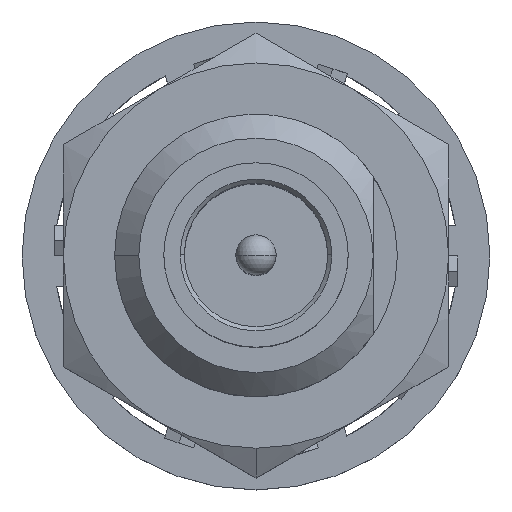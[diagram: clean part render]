
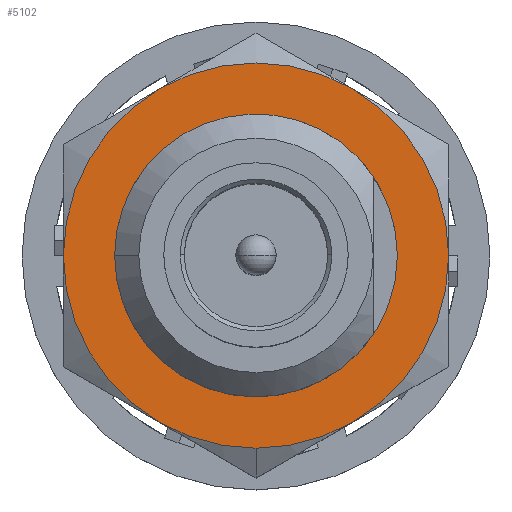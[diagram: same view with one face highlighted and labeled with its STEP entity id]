
A CAD part, top view. The second image highlights one B-rep face of the part: STEP entity #5102.
In plain terms, the highlighted face is planar.
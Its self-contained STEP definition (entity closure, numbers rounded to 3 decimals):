
#71 = ORIENTED_EDGE ( 'NONE', *, *, #4000, .T. ) ;
#77 = PLANE ( 'NONE',  #5238 ) ;
#168 = EDGE_CURVE ( 'NONE', #743, #1194, #627, .T. ) ;
#332 = AXIS2_PLACEMENT_3D ( 'NONE', #5923, #5499, #1793 ) ;
#448 = DIRECTION ( 'NONE',  ( 0., 1., 0. ) ) ;
#565 = VERTEX_POINT ( 'NONE', #2925 ) ;
#568 = FACE_OUTER_BOUND ( 'NONE', #933, .T. ) ;
#627 = CIRCLE ( 'NONE', #2389, 1.753 ) ;
#659 = VERTEX_POINT ( 'NONE', #2136 ) ;
#661 = VERTEX_POINT ( 'NONE', #5787 ) ;
#743 = VERTEX_POINT ( 'NONE', #2249 ) ;
#745 = EDGE_CURVE ( 'NONE', #5304, #565, #2482, .T. ) ;
#777 = CIRCLE ( 'NONE', #1358, 2.388 ) ;
#813 = CARTESIAN_POINT ( 'NONE',  ( 0., 0.5, 0. ) ) ;
#933 = EDGE_LOOP ( 'NONE', ( #2506, #5818, #4248, #5544, #71, #3027, #4753 ) ) ;
#1005 = DIRECTION ( 'NONE',  ( 0., 0., 1. ) ) ;
#1194 = VERTEX_POINT ( 'NONE', #3412 ) ;
#1261 = EDGE_CURVE ( 'NONE', #565, #2643, #2367, .T. ) ;
#1315 = CARTESIAN_POINT ( 'NONE',  ( -1.194, 0.5, 2.068 ) ) ;
#1328 = CARTESIAN_POINT ( 'NONE',  ( 0., 0.5, 0. ) ) ;
#1358 = AXIS2_PLACEMENT_3D ( 'NONE', #4174, #1981, #5663 ) ;
#1403 = CARTESIAN_POINT ( 'NONE',  ( 0., 0.5, 0. ) ) ;
#1435 = CARTESIAN_POINT ( 'NONE',  ( 0., 0.5, 0. ) ) ;
#1498 = CIRCLE ( 'NONE', #5263, 2.388 ) ;
#1503 = AXIS2_PLACEMENT_3D ( 'NONE', #813, #1790, #4527 ) ;
#1538 = CARTESIAN_POINT ( 'NONE',  ( 0., 0.5, 0. ) ) ;
#1609 = CIRCLE ( 'NONE', #4490, 2.388 ) ;
#1790 = DIRECTION ( 'NONE',  ( 0., 1., 0. ) ) ;
#1793 = DIRECTION ( 'NONE',  ( 0., 0., 1. ) ) ;
#1981 = DIRECTION ( 'NONE',  ( 0., 1., 0. ) ) ;
#2069 = VERTEX_POINT ( 'NONE', #3395 ) ;
#2136 = CARTESIAN_POINT ( 'NONE',  ( 0., 0.5, 2.388 ) ) ;
#2149 = AXIS2_PLACEMENT_3D ( 'NONE', #4349, #5750, #3456 ) ;
#2205 = ORIENTED_EDGE ( 'NONE', *, *, #5729, .F. ) ;
#2228 = EDGE_CURVE ( 'NONE', #2069, #661, #1498, .T. ) ;
#2234 = CIRCLE ( 'NONE', #2149, 1.753 ) ;
#2249 = CARTESIAN_POINT ( 'NONE',  ( 0., 0.5, 1.753 ) ) ;
#2316 = CARTESIAN_POINT ( 'NONE',  ( 0., 0.5, 0. ) ) ;
#2348 = DIRECTION ( 'NONE',  ( 0., 0., 1. ) ) ;
#2367 = CIRCLE ( 'NONE', #4099, 2.388 ) ;
#2389 = AXIS2_PLACEMENT_3D ( 'NONE', #1328, #3266, #3720 ) ;
#2482 = CIRCLE ( 'NONE', #332, 2.388 ) ;
#2506 = ORIENTED_EDGE ( 'NONE', *, *, #3980, .T. ) ;
#2621 = CARTESIAN_POINT ( 'NONE',  ( -1.194, 0.5, -2.068 ) ) ;
#2643 = VERTEX_POINT ( 'NONE', #1315 ) ;
#2740 = DIRECTION ( 'NONE',  ( 0., 1., 0. ) ) ;
#2747 = EDGE_CURVE ( 'NONE', #659, #3387, #1609, .T. ) ;
#2895 = DIRECTION ( 'NONE',  ( 0., 1., 0. ) ) ;
#2925 = CARTESIAN_POINT ( 'NONE',  ( -2.388, 0.5, 0. ) ) ;
#3027 = ORIENTED_EDGE ( 'NONE', *, *, #745, .T. ) ;
#3058 = DIRECTION ( 'NONE',  ( 0., 1., 0. ) ) ;
#3084 = EDGE_CURVE ( 'NONE', #3387, #2069, #3337, .T. ) ;
#3266 = DIRECTION ( 'NONE',  ( 0., 1., 0. ) ) ;
#3337 = CIRCLE ( 'NONE', #1503, 2.388 ) ;
#3372 = FACE_BOUND ( 'NONE', #4729, .T. ) ;
#3381 = DIRECTION ( 'NONE',  ( 0., 0., 1. ) ) ;
#3387 = VERTEX_POINT ( 'NONE', #5827 ) ;
#3395 = CARTESIAN_POINT ( 'NONE',  ( 2.388, 0.5, 0. ) ) ;
#3412 = CARTESIAN_POINT ( 'NONE',  ( 0., 0.5, -1.753 ) ) ;
#3456 = DIRECTION ( 'NONE',  ( 0., 0., 1. ) ) ;
#3720 = DIRECTION ( 'NONE',  ( 0., 0., 1. ) ) ;
#3980 = EDGE_CURVE ( 'NONE', #2643, #659, #3981, .T. ) ;
#3981 = CIRCLE ( 'NONE', #5225, 2.388 ) ;
#4000 = EDGE_CURVE ( 'NONE', #661, #5304, #777, .T. ) ;
#4099 = AXIS2_PLACEMENT_3D ( 'NONE', #1538, #3058, #3381 ) ;
#4120 = DIRECTION ( 'NONE',  ( 0., 1., 0. ) ) ;
#4121 = CARTESIAN_POINT ( 'NONE',  ( 0., 0.5, 0. ) ) ;
#4174 = CARTESIAN_POINT ( 'NONE',  ( 0., 0.5, 0. ) ) ;
#4248 = ORIENTED_EDGE ( 'NONE', *, *, #3084, .T. ) ;
#4349 = CARTESIAN_POINT ( 'NONE',  ( 0., 0.5, 0. ) ) ;
#4490 = AXIS2_PLACEMENT_3D ( 'NONE', #1403, #4120, #1005 ) ;
#4527 = DIRECTION ( 'NONE',  ( 0., 0., 1. ) ) ;
#4567 = DIRECTION ( 'NONE',  ( 0., 0., 1. ) ) ;
#4729 = EDGE_LOOP ( 'NONE', ( #5280, #2205 ) ) ;
#4753 = ORIENTED_EDGE ( 'NONE', *, *, #1261, .T. ) ;
#5102 = ADVANCED_FACE ( 'NONE', ( #3372, #568 ), #77, .T. ) ;
#5225 = AXIS2_PLACEMENT_3D ( 'NONE', #4121, #2740, #4567 ) ;
#5238 = AXIS2_PLACEMENT_3D ( 'NONE', #1435, #2895, #2348 ) ;
#5263 = AXIS2_PLACEMENT_3D ( 'NONE', #2316, #448, #5571 ) ;
#5280 = ORIENTED_EDGE ( 'NONE', *, *, #168, .F. ) ;
#5304 = VERTEX_POINT ( 'NONE', #2621 ) ;
#5499 = DIRECTION ( 'NONE',  ( 0., 1., 0. ) ) ;
#5544 = ORIENTED_EDGE ( 'NONE', *, *, #2228, .T. ) ;
#5571 = DIRECTION ( 'NONE',  ( 0., 0., 1. ) ) ;
#5663 = DIRECTION ( 'NONE',  ( 0., 0., 1. ) ) ;
#5729 = EDGE_CURVE ( 'NONE', #1194, #743, #2234, .T. ) ;
#5750 = DIRECTION ( 'NONE',  ( 0., 1., 0. ) ) ;
#5787 = CARTESIAN_POINT ( 'NONE',  ( 1.194, 0.5, -2.068 ) ) ;
#5818 = ORIENTED_EDGE ( 'NONE', *, *, #2747, .T. ) ;
#5827 = CARTESIAN_POINT ( 'NONE',  ( 1.194, 0.5, 2.068 ) ) ;
#5923 = CARTESIAN_POINT ( 'NONE',  ( 0., 0.5, 0. ) ) ;
